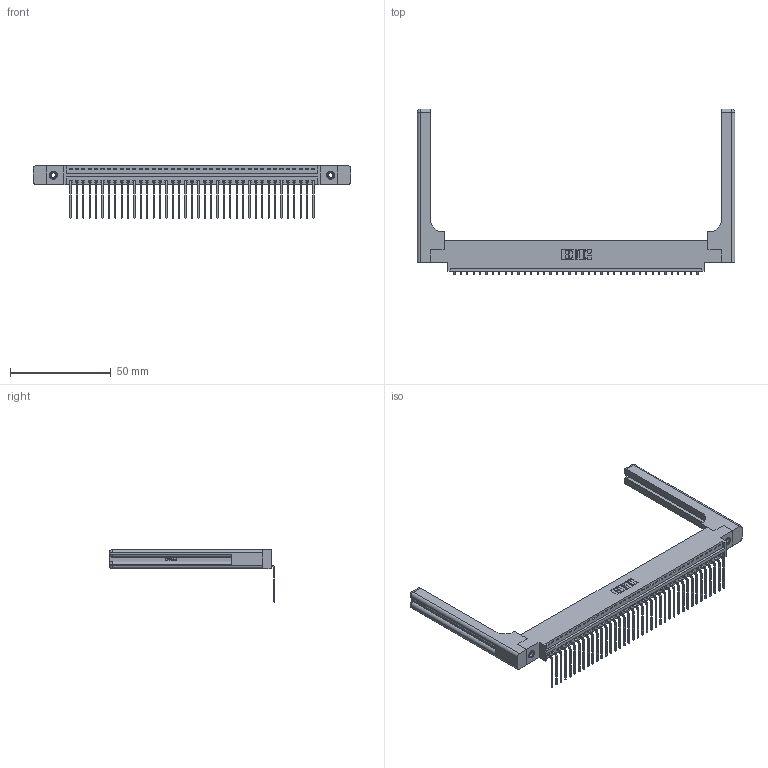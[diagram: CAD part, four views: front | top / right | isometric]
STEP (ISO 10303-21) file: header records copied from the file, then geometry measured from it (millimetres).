
FILE_DESCRIPTION (( 'STEP AP203' ), '1' );
FILE_NAME ('396-039-559-658.STEP', '2019-10-31T22:42:09', ( '' ), ( '' ), 'SwSTEP 2.0', 'SolidWorks 2016', '' );
FILE_SCHEMA (( 'CONFIG_CONTROL_DESIGN' ));
Length unit declared in the file: inch
Products named in the file (5): 346-220-058_345-220-058; 396-039-559-658; 346 Part_0.170 Offset - 0.156 Dia-TH; 345-292-001_558 559 Tail - 1; 345-250-001_345-250-001-102
Assembly tree (44 placements, depth 2):
  396-039-559-658
    346 Part_0.170 Offset - 0.156 Dia-TH
    345-292-001_558 559 Tail - 1  x39
    345-250-001_345-250-001-102  x2
    346-220-058_345-220-058  x2
Bounding box: 157.89 x 82.36 x 26.16 mm (x, y, z)
Volume: 22586.3 mm3; surface area: 24905.6 mm2
Topology: 44 solids, 44 shells, 2722 faces, 8105 edges, 5330 vertices
Faces by surface type: plane 1866, cylinder 796, bspline 36, cone 12, sphere 8, torus 4
Entity records: 30006 total; most frequent: CARTESIAN_POINT 6126, ORIENTED_EDGE 4896, DIRECTION 4338, EDGE_CURVE 2448, VECTOR 2068, LINE 2068, VERTEX_POINT 1622, AXIS2_PLACEMENT_3D 1135
